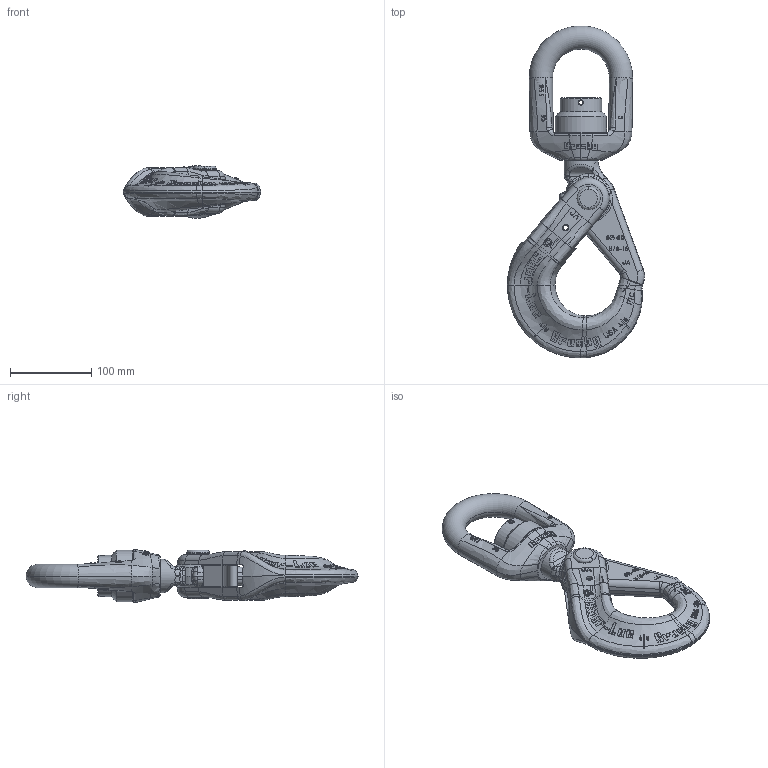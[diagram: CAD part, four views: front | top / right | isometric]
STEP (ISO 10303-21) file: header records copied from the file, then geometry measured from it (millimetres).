
FILE_DESCRIPTION((''),'2;1');
FILE_NAME('CROSBY_3326_062-16MM_1028842','2010-05-17T',('Alan Doughty'),('The Crosby Group, Inc.'),'PRO/ENGINEER BY PARAMETRIC TECHNOLOGY CORPORATION, 2009300','PRO/ENGINEER BY PARAMETRIC TECHNOLOGY CORPORATION, 2009300','');
FILE_SCHEMA(('CONFIG_CONTROL_DESIGN'));
Length unit declared in the file: inch
Products named in the file (1): CROSBY_3326_062-16MM_1028842
Bounding box: 169.16 x 409.16 x 65.02 mm (x, y, z)
Volume: 1098453.7 mm3; surface area: 186645.6 mm2
Topology: 4 solids, 4 shells, 1651 faces, 4381 edges, 2769 vertices
Faces by surface type: plane 623, bspline 332, cone 216, torus 188, cylinder 153, extrusion 123, sphere 16
Entity records: 74900 total; most frequent: CARTESIAN_POINT 38534, ORIENTED_EDGE 8698, DIRECTION 5747, EDGE_CURVE 4349, VERTEX_POINT 2769, B_SPLINE_CURVE_WITH_KNOTS 2280, AXIS2_PLACEMENT_3D 2236, EDGE_LOOP 1786
